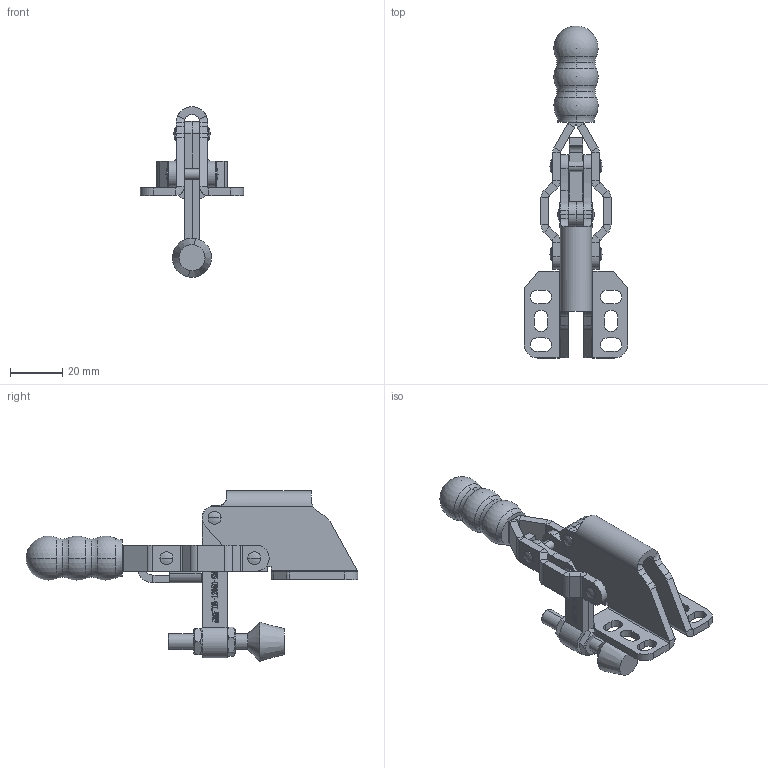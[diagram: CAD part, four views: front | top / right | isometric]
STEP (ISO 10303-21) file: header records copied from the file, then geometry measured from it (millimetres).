
FILE_DESCRIPTION (( 'STEP AP203' ), '1' );
FILE_NAME ('HS-12050-SM.STEP', '2019-10-12T03:23:53', ( '微软用户' ), ( '微软中国' ), 'SwSTEP 2.0', 'SolidWorks 2012', '' );
FILE_SCHEMA (( 'CONFIG_CONTROL_DESIGN' ));
Length unit declared in the file: millimetre
Products named in the file (11): 眻忒參; 酗种; 埴陑揤參; 揤輸; 忒梟; 蟀裝; 傻种; SM-菁釱; HS-12050-SM; hexagon head bolts-full thread gb_GB_FASTENER_BOLT_STBAB A M6X40-C; hex thin nuts-grades ab-chamfered gb_GB_FASTENER_NUT_STNAB M6-N
Assembly tree (15 placements, depth 2):
  HS-12050-SM
    SM-菁釱
    傻种  x2
    蟀裝
    忒梟  x2
    揤輸
    埴陑揤參  x2
    酗种  x2
    眻忒參
    hex thin nuts-grades ab-chamfered gb_GB_FASTENER_NUT_STNAB M6-N  x2
    hexagon head bolts-full thread gb_GB_FASTENER_BOLT_STBAB A M6X40-C
Bounding box: 39.7 x 127.65 x 65.61 mm (x, y, z)
Volume: 30255.1 mm3; surface area: 25213.1 mm2
Topology: 15 solids, 15 shells, 1237 faces, 3259 edges, 2116 vertices
Faces by surface type: plane 635, bspline 316, cylinder 224, cone 30, sphere 22, torus 10
Entity records: 30296 total; most frequent: CARTESIAN_POINT 11978, ORIENTED_EDGE 3778, DIRECTION 3075, EDGE_CURVE 1889, VERTEX_POINT 1221, LINE 1151, VECTOR 1151, AXIS2_PLACEMENT_3D 962
